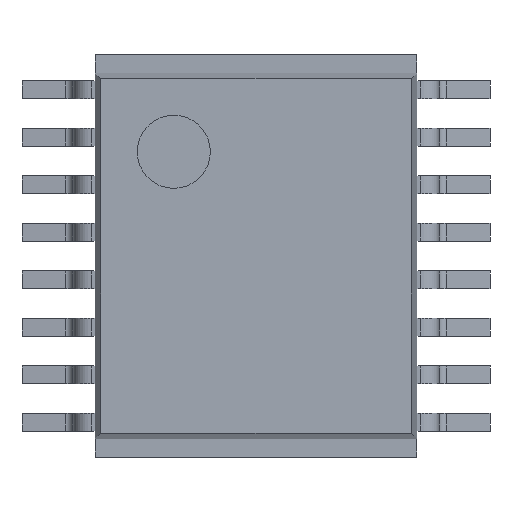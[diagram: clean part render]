
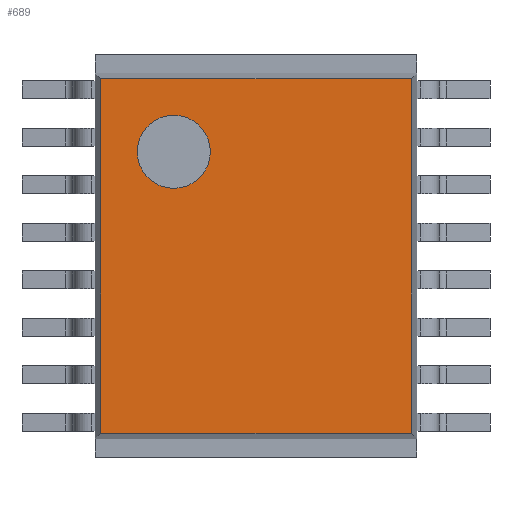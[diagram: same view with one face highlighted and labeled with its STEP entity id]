
A CAD part, top view. The second image highlights one B-rep face of the part: STEP entity #689.
In plain terms, the highlighted planar face has unit normal (0, 0, 1).
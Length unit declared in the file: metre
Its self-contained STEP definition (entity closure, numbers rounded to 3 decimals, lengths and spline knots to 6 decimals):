
#689=ADVANCED_FACE('0:59',(#1328,#1329),#1330,.T.);
#1328=FACE_OUTER_BOUND('',#2095,.T.);
#1329=FACE_BOUND('',#2096,.T.);
#1330=PLANE('',#2097);
#2095=EDGE_LOOP('',(#2878,#2879,#2880,#2881));
#2096=EDGE_LOOP('',(#2882,#2883));
#2097=AXIS2_PLACEMENT_3D('',#2884,#2885,#2886);
#2878=ORIENTED_EDGE('',*,*,#5106,.T.);
#2879=ORIENTED_EDGE('',*,*,#5107,.T.);
#2880=ORIENTED_EDGE('',*,*,#5108,.T.);
#2881=ORIENTED_EDGE('',*,*,#5109,.T.);
#2882=ORIENTED_EDGE('',*,*,#5081,.F.);
#2883=ORIENTED_EDGE('',*,*,#5086,.F.);
#2884=CARTESIAN_POINT('',(0.0,0.0,0.0011));
#2885=DIRECTION('',(0.0,0.0,1.0));
#2886=DIRECTION('',(0.,-1.0,0.0));
#5081=EDGE_CURVE('0:113',#5964,#5967,#5968,.T.);
#5086=EDGE_CURVE('0:113',#5967,#5964,#5974,.T.);
#5106=EDGE_CURVE('0:164',#6010,#6011,#6012,.T.);
#5107=EDGE_CURVE('0:167',#6011,#6013,#6014,.T.);
#5108=EDGE_CURVE('0:170',#6013,#6015,#6016,.T.);
#5109=EDGE_CURVE('0:173',#6015,#6010,#6017,.T.);
#5964=VERTEX_POINT('NONE',#7260);
#5967=VERTEX_POINT('',#7264);
#5968=CIRCLE('',#7265,0.0005);
#5974=CIRCLE('',#7272,0.0005);
#6010=VERTEX_POINT('NONE',#7324);
#6011=VERTEX_POINT('NONE',#7325);
#6012=LINE('',#7326,#7327);
#6013=VERTEX_POINT('NONE',#7328);
#6014=LINE('',#7329,#7330);
#6015=VERTEX_POINT('NONE',#7331);
#6016=LINE('',#7332,#7333);
#6017=LINE('',#7334,#7335);
#7260=CARTESIAN_POINT('',(-0.001125,0.000925,0.0011));
#7264=CARTESIAN_POINT('',(-0.001125,0.001925,0.0011));
#7265=AXIS2_PLACEMENT_3D('',#9046,#9047,#9048);
#7272=AXIS2_PLACEMENT_3D('',#9056,#9057,#9058);
#7324=CARTESIAN_POINT('',(0.002125,-0.002425,0.0011));
#7325=CARTESIAN_POINT('',(0.002125,0.002425,0.0011));
#7326=CARTESIAN_POINT('',(0.002125,0.0025,0.0011));
#7327=VECTOR('',#9075,1.0);
#7328=CARTESIAN_POINT('',(-0.002125,0.002425,0.0011));
#7329=CARTESIAN_POINT('',(-0.0022,0.002425,0.0011));
#7330=VECTOR('',#9076,1.0);
#7331=CARTESIAN_POINT('',(-0.002125,-0.002425,0.0011));
#7332=CARTESIAN_POINT('',(-0.002125,-0.0025,0.0011));
#7333=VECTOR('',#9077,1.0);
#7334=CARTESIAN_POINT('',(0.0022,-0.002425,0.0011));
#7335=VECTOR('',#9078,1.0);
#9046=CARTESIAN_POINT('',(-0.001125,0.001425,0.0011));
#9047=DIRECTION('',(0.0,0.0,1.0));
#9048=DIRECTION('',(0.,-1.0,0.0));
#9056=CARTESIAN_POINT('',(-0.001125,0.001425,0.0011));
#9057=DIRECTION('',(0.0,0.0,1.0));
#9058=DIRECTION('',(0.,-1.0,0.0));
#9075=DIRECTION('',(0.,1.0,0.0));
#9076=DIRECTION('',(-1.0,0.,0.0));
#9077=DIRECTION('',(0.,-1.0,0.0));
#9078=DIRECTION('',(1.0,0.,0.0));
